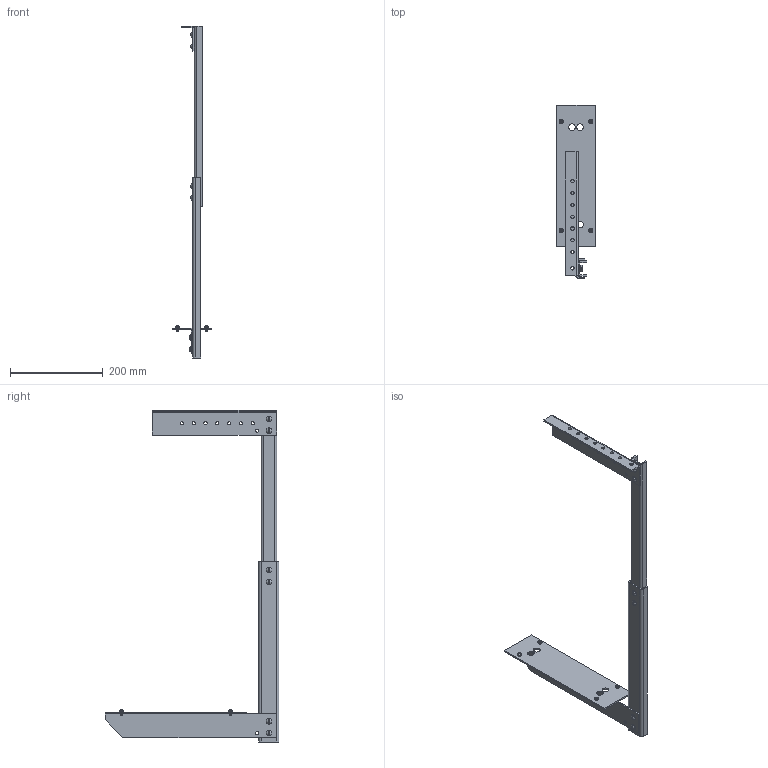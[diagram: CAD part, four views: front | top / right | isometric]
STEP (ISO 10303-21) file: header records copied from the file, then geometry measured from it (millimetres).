
FILE_DESCRIPTION(/* description */ ('BRACKET HANGER, WIREWAY FITTING ASSM., CS, 12"'),/* implementation_level */ '2;1');
FILE_NAME(/* name */ 'BH1212.stp',/* time_stamp */ '2019-03-13T13:10:52-05:00',/* author */ ('mraetz'),/* organization */ (''),/* preprocessor_version */ 'ST-DEVELOPER v16.13',/* originating_system */ 'Autodesk Inventor 2018',/* authorisation */ '');
FILE_SCHEMA (('AUTOMOTIVE_DESIGN { 1 0 10303 214 3 1 1 }'));
Length unit declared in the file: inch
Products named in the file (9): BH1212; BH1212TP; BH1212BP; BH1212BS; BH1212TS; BH1212TOP; 372110; 37242; 34937
Assembly tree (21 placements, depth 2):
  BH1212
    BH1212TP
    BH1212BP
    BH1212BS
    BH1212TS
    BH1212TOP
    372110  x4
    37242  x6
    34937  x6
Bounding box: 82.55 x 373.86 x 714.38 mm (x, y, z)
Volume: 387334.2 mm3; surface area: 249595.7 mm2
Topology: 21 solids, 21 shells, 1062 faces, 3232 edges, 2244 vertices
Faces by surface type: plane 353, cylinder 323, cone 200, bspline 156, torus 20, sphere 10
Full cylindrical faces by diameter (mm): 4.039 x4, 6.756 x14, 7.144 x15, 8.757 x6, 9.474 x4, 11.989 x6, 14.287 x4
Entity records: 15159 total; most frequent: CARTESIAN_POINT 7644, ORIENTED_EDGE 1550, DIRECTION 1353, EDGE_CURVE 775, VERTEX_POINT 563, AXIS2_PLACEMENT_3D 546, EDGE_LOOP 412, FACE_OUTER_BOUND 282
